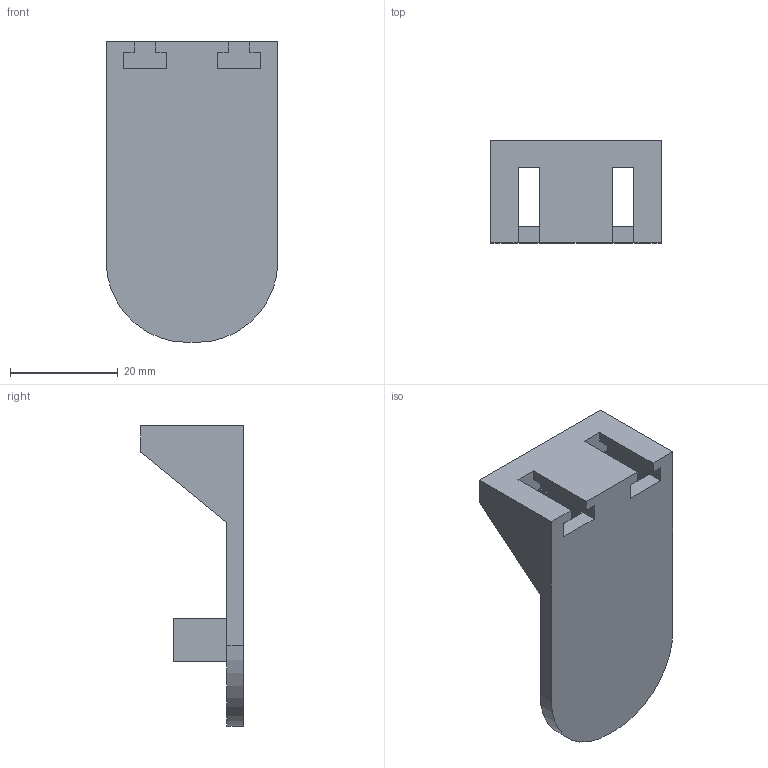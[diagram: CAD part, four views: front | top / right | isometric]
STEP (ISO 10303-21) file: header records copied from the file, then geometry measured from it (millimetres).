
FILE_DESCRIPTION(/* description */ (''),/* implementation_level */ '2;1');
FILE_NAME(/* name */ 'Rollohalterung_IKEA.step',/* time_stamp */ '2019-01-02T16:03:17+01:00',/* author */ (''),/* organization */ (''),/* preprocessor_version */ 'ST-DEVELOPER v17.2',/* originating_system */ 'Autodesk Translation Framework v7.6.0.251',/* authorisation */ '');
FILE_SCHEMA (('AUTOMOTIVE_DESIGN { 1 0 10303 214 3 1 1 }'));
Length unit declared in the file: millimetre
Products named in the file (1): Rollohalterung
Bounding box: 31.9 x 19 x 55.9 mm (x, y, z)
Volume: 9013.5 mm3; surface area: 6012.9 mm2
Topology: 1 solids, 1 shells, 38 faces, 113 edges, 74 vertices
Faces by surface type: plane 36, cylinder 2
Entity records: 1290 total; most frequent: ORIENTED_EDGE 226, CARTESIAN_POINT 226, DIRECTION 195, EDGE_CURVE 113, LINE 109, VECTOR 109, VERTEX_POINT 74, AXIS2_PLACEMENT_3D 43
